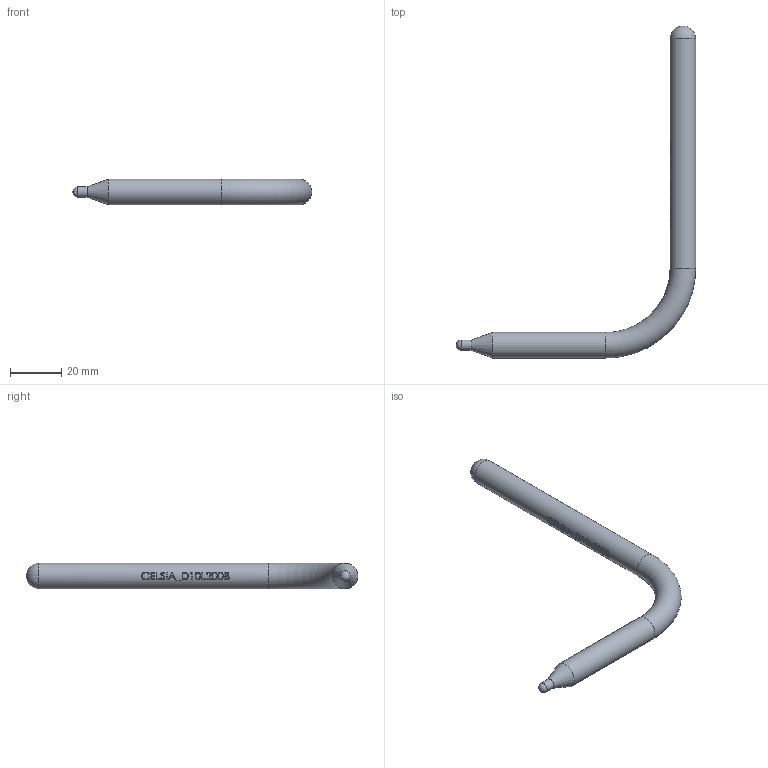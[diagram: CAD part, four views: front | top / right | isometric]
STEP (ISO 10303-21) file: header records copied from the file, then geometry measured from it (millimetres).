
FILE_DESCRIPTION (( 'STEP AP214' ), '1' );
FILE_NAME ('CELSIA_D10L200B.step', '2025-11-20T04:09:24', ( '' ), ( '' ), 'SwSTEP 2.0', 'SolidWorks 2023', '' );
FILE_SCHEMA (( 'AUTOMOTIVE_DESIGN' ));
Length unit declared in the file: millimetre
Products named in the file (1): CELSIA_D10L200B
Bounding box: 93.38 x 129.47 x 10 mm (x, y, z)
Volume: 14877.3 mm3; surface area: 6127.4 mm2
Topology: 1 solids, 1 shells, 176 faces, 460 edges, 304 vertices
Faces by surface type: bspline 86, plane 61, cylinder 25, sphere 2, torus 1, cone 1
Full cylindrical faces by diameter (mm): 4 x1, 10 x2
Entity records: 18279 total; most frequent: CARTESIAN_POINT 14727, ORIENTED_EDGE 894, EDGE_CURVE 447, DIRECTION 412, VERTEX_POINT 300, B_SPLINE_CURVE_WITH_KNOTS 271, EDGE_LOOP 203, FACE_OUTER_BOUND 180
